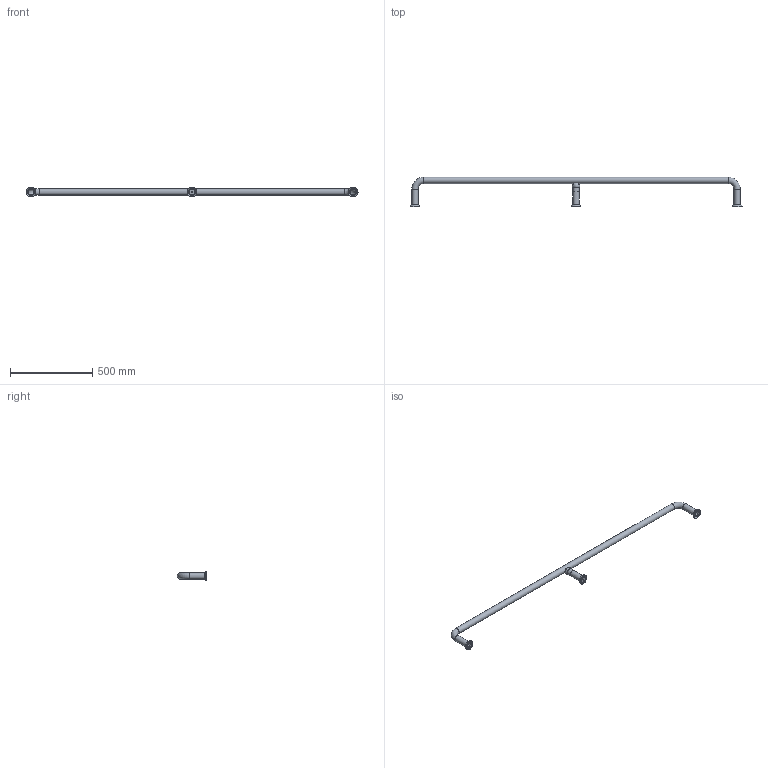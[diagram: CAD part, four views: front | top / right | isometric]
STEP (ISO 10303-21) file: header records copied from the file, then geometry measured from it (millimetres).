
FILE_DESCRIPTION(('STEP AP214'), '1');
FILE_NAME('KPSÎ704', '2014-12-24T06:30:18', ('UNSPECIFIED'), ('UNSPECIFIED'), 'ASCON STEP Converter 1.3', 'ASCON Math Kernel', '');
FILE_SCHEMA(('AUTOMOTIVE_DESIGN { 1 0 10303 214 3 1 1}'));
Length unit declared in the file: millimetre
Products named in the file (8): 2; 1; 3; 4; 5; 6; 7
Assembly tree (9 placements, depth 3):
  (unnamed)
    2  x2
    1
      2
      3
      4
      5
      6
      7
Bounding box: 2021.9 x 179.05 x 60 mm (x, y, z)
Volume: 293083 mm3; surface area: 591983.7 mm2
Topology: 10 solids, 10 shells, 68 faces, 117 edges, 73 vertices
Faces by surface type: cylinder 22, plane 22, torus 19, bspline 4, sphere 1
Full cylindrical faces by diameter (mm): 5 x1, 6 x4, 34.1 x1, 36.1 x5, 37.1 x2, 38.1 x4, 38.4 x3
Entity records: 4029 total; most frequent: CARTESIAN_POINT 2229, DIRECTION 192, ORIENTED_EDGE 120, EDGE_LOOP 102, AXIS2_PLACEMENT_3D 96, COLOUR_RGB 60, FILL_AREA_STYLE_COLOUR 60, FILL_AREA_STYLE 60
